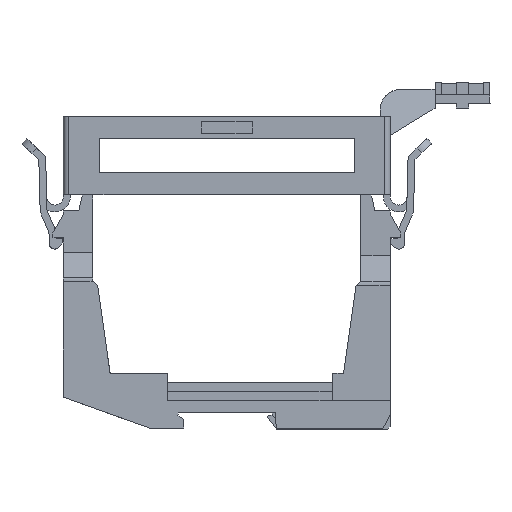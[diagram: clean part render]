
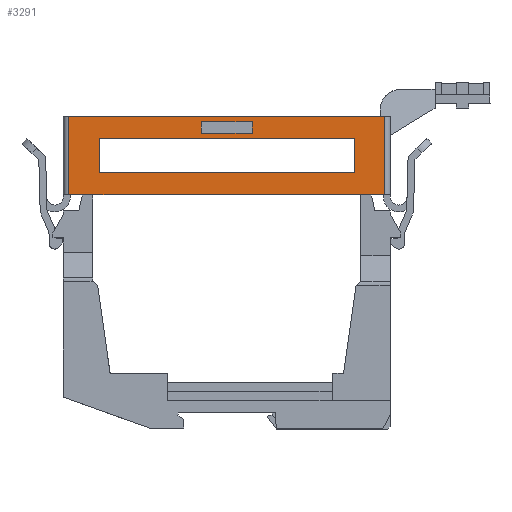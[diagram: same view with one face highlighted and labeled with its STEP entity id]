
A CAD part, left-side view. The second image highlights one B-rep face of the part: STEP entity #3291.
In plain terms, the highlighted planar face has unit normal (-1, 0, 0).
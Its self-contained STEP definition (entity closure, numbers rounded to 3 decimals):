
#3215=AXIS2_PLACEMENT_3D('Plane Axis2P3D',#3212,#3213,#3214) ;
#1581=CARTESIAN_POINT('Vertex',(3.,153.217,113.696)) ;
#1584=CARTESIAN_POINT('Line Origine',(3.,95.75,113.696)) ;
#1588=CARTESIAN_POINT('Vertex',(3.,38.283,113.696)) ;
#1639=CARTESIAN_POINT('Line Origine',(3.,38.283,84.696)) ;
#1643=CARTESIAN_POINT('Vertex',(3.,38.283,85.3)) ;
#1671=CARTESIAN_POINT('Line Origine',(3.,95.75,85.3)) ;
#1675=CARTESIAN_POINT('Vertex',(3.,153.217,85.3)) ;
#3200=CARTESIAN_POINT('Line Origine',(3.,153.217,84.696)) ;
#3212=CARTESIAN_POINT('Axis2P3D Location',(3.,42.5,84.696)) ;
#3223=CARTESIAN_POINT('Line Origine',(3.,95.75,105.696)) ;
#3227=CARTESIAN_POINT('Vertex',(3.,142.217,105.696)) ;
#3229=CARTESIAN_POINT('Vertex',(3.,49.283,105.696)) ;
#3232=CARTESIAN_POINT('Line Origine',(3.,49.283,99.498)) ;
#3236=CARTESIAN_POINT('Vertex',(3.,49.283,93.3)) ;
#3239=CARTESIAN_POINT('Line Origine',(3.,95.75,93.3)) ;
#3243=CARTESIAN_POINT('Vertex',(3.,142.217,93.3)) ;
#3246=CARTESIAN_POINT('Line Origine',(3.,142.217,99.498)) ;
#3257=CARTESIAN_POINT('Line Origine',(3.,95.75,107.701)) ;
#3261=CARTESIAN_POINT('Vertex',(3.,105.015,107.701)) ;
#3263=CARTESIAN_POINT('Vertex',(3.,86.485,107.701)) ;
#3266=CARTESIAN_POINT('Line Origine',(3.,105.015,109.851)) ;
#3270=CARTESIAN_POINT('Vertex',(3.,105.015,112.001)) ;
#3273=CARTESIAN_POINT('Line Origine',(3.,95.75,112.001)) ;
#3277=CARTESIAN_POINT('Vertex',(3.,86.485,112.001)) ;
#3280=CARTESIAN_POINT('Line Origine',(3.,86.485,109.851)) ;
#1585=DIRECTION('Vector Direction',(0.,-1.,0.)) ;
#1640=DIRECTION('Vector Direction',(0.,0.,-1.)) ;
#1672=DIRECTION('Vector Direction',(0.,1.,0.)) ;
#3201=DIRECTION('Vector Direction',(0.,0.,-1.)) ;
#3213=DIRECTION('Axis2P3D Direction',(-1.,0.,0.)) ;
#3214=DIRECTION('Axis2P3D XDirection',(0.,-1.,0.)) ;
#3224=DIRECTION('Vector Direction',(0.,-1.,0.)) ;
#3233=DIRECTION('Vector Direction',(0.,0.,-1.)) ;
#3240=DIRECTION('Vector Direction',(0.,1.,0.)) ;
#3247=DIRECTION('Vector Direction',(0.,0.,1.)) ;
#3258=DIRECTION('Vector Direction',(0.,-1.,0.)) ;
#3267=DIRECTION('Vector Direction',(0.,0.,-1.)) ;
#3274=DIRECTION('Vector Direction',(0.,1.,0.)) ;
#3281=DIRECTION('Vector Direction',(0.,0.,1.)) ;
#1586=VECTOR('Line Direction',#1585,1.) ;
#1641=VECTOR('Line Direction',#1640,1.) ;
#1673=VECTOR('Line Direction',#1672,1.) ;
#3202=VECTOR('Line Direction',#3201,1.) ;
#3225=VECTOR('Line Direction',#3224,1.) ;
#3234=VECTOR('Line Direction',#3233,1.) ;
#3241=VECTOR('Line Direction',#3240,1.) ;
#3248=VECTOR('Line Direction',#3247,1.) ;
#3259=VECTOR('Line Direction',#3258,1.) ;
#3268=VECTOR('Line Direction',#3267,1.) ;
#3275=VECTOR('Line Direction',#3274,1.) ;
#3282=VECTOR('Line Direction',#3281,1.) ;
#3218=ORIENTED_EDGE('',*,*,#1590,.F.) ;
#3219=ORIENTED_EDGE('',*,*,#3204,.F.) ;
#3220=ORIENTED_EDGE('',*,*,#1677,.F.) ;
#3221=ORIENTED_EDGE('',*,*,#1645,.T.) ;
#3252=ORIENTED_EDGE('',*,*,#3231,.T.) ;
#3253=ORIENTED_EDGE('',*,*,#3238,.T.) ;
#3254=ORIENTED_EDGE('',*,*,#3245,.T.) ;
#3255=ORIENTED_EDGE('',*,*,#3250,.T.) ;
#3286=ORIENTED_EDGE('',*,*,#3265,.F.) ;
#3287=ORIENTED_EDGE('',*,*,#3272,.F.) ;
#3288=ORIENTED_EDGE('',*,*,#3279,.F.) ;
#3289=ORIENTED_EDGE('',*,*,#3284,.F.) ;
#3256=FACE_BOUND('',#3251,.T.) ;
#3290=FACE_BOUND('',#3285,.T.) ;
#3291=ADVANCED_FACE('Hauptkoerper',(#3222,#3256,#3290),#3216,.T.) ;
#1590=EDGE_CURVE('',#1582,#1589,#1587,.T.) ;
#1645=EDGE_CURVE('',#1644,#1589,#1642,.F.) ;
#1677=EDGE_CURVE('',#1644,#1676,#1674,.T.) ;
#3204=EDGE_CURVE('',#1676,#1582,#3203,.F.) ;
#3231=EDGE_CURVE('',#3228,#3230,#3226,.T.) ;
#3238=EDGE_CURVE('',#3230,#3237,#3235,.T.) ;
#3245=EDGE_CURVE('',#3237,#3244,#3242,.T.) ;
#3250=EDGE_CURVE('',#3244,#3228,#3249,.T.) ;
#3265=EDGE_CURVE('',#3262,#3264,#3260,.T.) ;
#3272=EDGE_CURVE('',#3271,#3262,#3269,.T.) ;
#3279=EDGE_CURVE('',#3278,#3271,#3276,.T.) ;
#3284=EDGE_CURVE('',#3264,#3278,#3283,.T.) ;
#3217=EDGE_LOOP('',(#3218,#3219,#3220,#3221)) ;
#3251=EDGE_LOOP('',(#3252,#3253,#3254,#3255)) ;
#3285=EDGE_LOOP('',(#3286,#3287,#3288,#3289)) ;
#3222=FACE_OUTER_BOUND('',#3217,.T.) ;
#1587=LINE('Line',#1584,#1586) ;
#1642=LINE('Line',#1639,#1641) ;
#1674=LINE('Line',#1671,#1673) ;
#3203=LINE('Line',#3200,#3202) ;
#3226=LINE('Line',#3223,#3225) ;
#3235=LINE('Line',#3232,#3234) ;
#3242=LINE('Line',#3239,#3241) ;
#3249=LINE('Line',#3246,#3248) ;
#3260=LINE('Line',#3257,#3259) ;
#3269=LINE('Line',#3266,#3268) ;
#3276=LINE('Line',#3273,#3275) ;
#3283=LINE('Line',#3280,#3282) ;
#3216=PLANE('',#3215) ;
#1582=VERTEX_POINT('',#1581) ;
#1589=VERTEX_POINT('',#1588) ;
#1644=VERTEX_POINT('',#1643) ;
#1676=VERTEX_POINT('',#1675) ;
#3228=VERTEX_POINT('',#3227) ;
#3230=VERTEX_POINT('',#3229) ;
#3237=VERTEX_POINT('',#3236) ;
#3244=VERTEX_POINT('',#3243) ;
#3262=VERTEX_POINT('',#3261) ;
#3264=VERTEX_POINT('',#3263) ;
#3271=VERTEX_POINT('',#3270) ;
#3278=VERTEX_POINT('',#3277) ;
